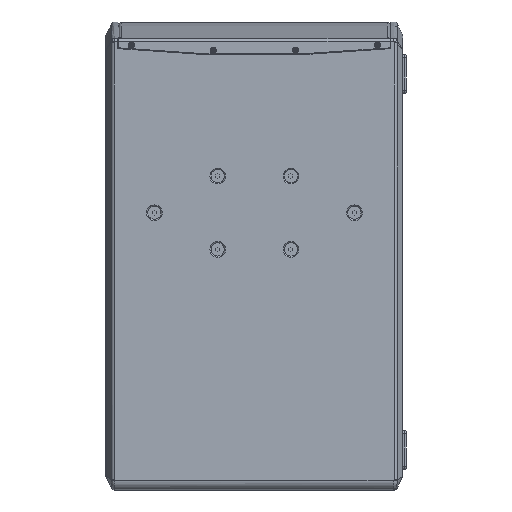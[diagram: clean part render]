
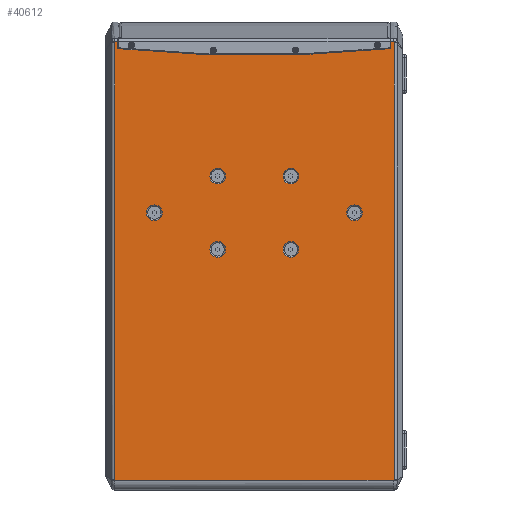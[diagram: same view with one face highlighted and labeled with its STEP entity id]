
A CAD part, left-side view. The second image highlights one B-rep face of the part: STEP entity #40612.
In plain terms, the highlighted planar face has unit normal (-1, 0, 0).
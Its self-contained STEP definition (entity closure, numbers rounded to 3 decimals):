
#803=FACE_BOUND('',#5671,.T.);
#804=FACE_BOUND('',#5672,.T.);
#805=FACE_BOUND('',#5673,.T.);
#806=FACE_BOUND('',#5674,.T.);
#807=FACE_BOUND('',#5675,.T.);
#808=FACE_BOUND('',#5676,.T.);
#1244=PLANE('',#43439);
#3253=FACE_OUTER_BOUND('',#5670,.T.);
#5670=EDGE_LOOP('',(#29377,#29378,#29379,#29380,#29381,#29382,#29383,#29384,
#29385,#29386,#29387,#29388));
#5671=EDGE_LOOP('',(#29389));
#5672=EDGE_LOOP('',(#29390));
#5673=EDGE_LOOP('',(#29391));
#5674=EDGE_LOOP('',(#29392));
#5675=EDGE_LOOP('',(#29393));
#5676=EDGE_LOOP('',(#29394));
#8043=B_SPLINE_CURVE_WITH_KNOTS('',3,(#68779,#68780,#68781,#68782),
 .UNSPECIFIED.,.F.,.F.,(4,4),(-0.3,-0.216),
 .UNSPECIFIED.);
#8053=B_SPLINE_CURVE_WITH_KNOTS('',3,(#71255,#71256,#71257,#71258,#71259,
#71260,#71261,#71262,#71263,#71264,#71265,#71266),.UNSPECIFIED.,.F.,.F.,
(4,2,2,2,2,4),(0.089,0.169,0.24,0.307,
0.307,0.307),.UNSPECIFIED.);
#8067=B_SPLINE_CURVE_WITH_KNOTS('',3,(#73620,#73621,#73622,#73623,#73624,
#73625,#73626,#73627,#73628,#73629,#73630,#73631),.UNSPECIFIED.,.F.,.F.,
(4,2,2,2,2,4),(0.271,0.271,0.271,0.337,
0.409,0.488),.UNSPECIFIED.);
#8073=B_SPLINE_CURVE_WITH_KNOTS('',3,(#73936,#73937,#73938,#73939),
 .UNSPECIFIED.,.F.,.F.,(4,4),(-0.084,0.),
 .UNSPECIFIED.);
#8665=LINE('',#59146,#12242);
#8671=LINE('',#59170,#12248);
#8886=LINE('',#61993,#12463);
#8904=LINE('',#71178,#12481);
#8905=LINE('',#71183,#12482);
#8911=LINE('',#73738,#12488);
#8925=LINE('',#74465,#12502);
#12242=VECTOR('',#46884,10.);
#12248=VECTOR('',#46904,10.);
#12463=VECTOR('',#48133,10.);
#12481=VECTOR('',#48193,10.);
#12482=VECTOR('',#48198,10.);
#12488=VECTOR('',#48236,10.);
#12502=VECTOR('',#48282,10.);
#16062=CIRCLE('',#43440,2000.);
#16063=CIRCLE('',#43441,11.75);
#16064=CIRCLE('',#43442,11.75);
#16065=CIRCLE('',#43443,11.75);
#16066=CIRCLE('',#43444,11.75);
#16067=CIRCLE('',#43445,11.75);
#16068=CIRCLE('',#43446,11.75);
#17358=VERTEX_POINT('',#59143);
#17359=VERTEX_POINT('',#59145);
#17369=VERTEX_POINT('',#59167);
#17370=VERTEX_POINT('',#59169);
#17777=VERTEX_POINT('',#61990);
#17818=VERTEX_POINT('',#68757);
#17819=VERTEX_POINT('',#68777);
#17826=VERTEX_POINT('',#71128);
#17827=VERTEX_POINT('',#71180);
#17842=VERTEX_POINT('',#73554);
#17843=VERTEX_POINT('',#73633);
#17865=VERTEX_POINT('',#73894);
#17933=VERTEX_POINT('',#78372);
#17934=VERTEX_POINT('',#78374);
#17935=VERTEX_POINT('',#78376);
#17936=VERTEX_POINT('',#78378);
#17937=VERTEX_POINT('',#78380);
#17938=VERTEX_POINT('',#78382);
#21470=EDGE_CURVE('',#17359,#17358,#8665,.T.);
#21482=EDGE_CURVE('',#17370,#17369,#8671,.T.);
#22102=EDGE_CURVE('',#17359,#17777,#8886,.T.);
#22158=EDGE_CURVE('',#17819,#17818,#8043,.T.);
#22172=EDGE_CURVE('',#17818,#17826,#8904,.T.);
#22174=EDGE_CURVE('',#17827,#17369,#8905,.T.);
#22176=EDGE_CURVE('',#17826,#17827,#8053,.T.);
#22203=EDGE_CURVE('',#17777,#17842,#8067,.T.);
#22205=EDGE_CURVE('',#17843,#17819,#8911,.T.);
#22230=EDGE_CURVE('',#17865,#17843,#8073,.T.);
#22243=EDGE_CURVE('',#17842,#17865,#8925,.T.);
#22328=EDGE_CURVE('',#17358,#17370,#16062,.T.);
#22329=EDGE_CURVE('',#17933,#17933,#16063,.T.);
#22330=EDGE_CURVE('',#17934,#17934,#16064,.T.);
#22331=EDGE_CURVE('',#17935,#17935,#16065,.T.);
#22332=EDGE_CURVE('',#17936,#17936,#16066,.T.);
#22333=EDGE_CURVE('',#17937,#17937,#16067,.T.);
#22334=EDGE_CURVE('',#17938,#17938,#16068,.T.);
#29377=ORIENTED_EDGE('',*,*,#21470,.T.);
#29378=ORIENTED_EDGE('',*,*,#22328,.T.);
#29379=ORIENTED_EDGE('',*,*,#21482,.T.);
#29380=ORIENTED_EDGE('',*,*,#22174,.F.);
#29381=ORIENTED_EDGE('',*,*,#22176,.F.);
#29382=ORIENTED_EDGE('',*,*,#22172,.F.);
#29383=ORIENTED_EDGE('',*,*,#22158,.F.);
#29384=ORIENTED_EDGE('',*,*,#22205,.F.);
#29385=ORIENTED_EDGE('',*,*,#22230,.F.);
#29386=ORIENTED_EDGE('',*,*,#22243,.F.);
#29387=ORIENTED_EDGE('',*,*,#22203,.F.);
#29388=ORIENTED_EDGE('',*,*,#22102,.F.);
#29389=ORIENTED_EDGE('',*,*,#22329,.T.);
#29390=ORIENTED_EDGE('',*,*,#22330,.T.);
#29391=ORIENTED_EDGE('',*,*,#22331,.T.);
#29392=ORIENTED_EDGE('',*,*,#22332,.T.);
#29393=ORIENTED_EDGE('',*,*,#22333,.T.);
#29394=ORIENTED_EDGE('',*,*,#22334,.T.);
#40612=ADVANCED_FACE('',(#3253,#803,#804,#805,#806,#807,#808),#1244,.T.);
#43439=AXIS2_PLACEMENT_3D('',#78370,#48418,#48419);
#43440=AXIS2_PLACEMENT_3D('',#78371,#48420,#48421);
#43441=AXIS2_PLACEMENT_3D('',#78373,#48422,#48423);
#43442=AXIS2_PLACEMENT_3D('',#78375,#48424,#48425);
#43443=AXIS2_PLACEMENT_3D('',#78377,#48426,#48427);
#43444=AXIS2_PLACEMENT_3D('',#78379,#48428,#48429);
#43445=AXIS2_PLACEMENT_3D('',#78381,#48430,#48431);
#43446=AXIS2_PLACEMENT_3D('',#78383,#48432,#48433);
#46884=DIRECTION('',(0.,0.,-1.));
#46904=DIRECTION('',(0.,0.,1.));
#48133=DIRECTION('',(0.,-1.,0.));
#48193=DIRECTION('',(0.,0.,1.));
#48198=DIRECTION('',(0.,-1.,0.));
#48236=DIRECTION('',(0.,1.,0.));
#48282=DIRECTION('',(0.,0.,-1.));
#48418=DIRECTION('center_axis',(-1.,0.,0.));
#48419=DIRECTION('ref_axis',(0.,-1.,0.));
#48420=DIRECTION('center_axis',(1.,0.,0.));
#48421=DIRECTION('ref_axis',(0.,-0.103,-0.995));
#48422=DIRECTION('center_axis',(1.,0.,0.));
#48423=DIRECTION('ref_axis',(0.,0.,-1.));
#48424=DIRECTION('center_axis',(1.,0.,0.));
#48425=DIRECTION('ref_axis',(0.,0.,-1.));
#48426=DIRECTION('center_axis',(1.,0.,0.));
#48427=DIRECTION('ref_axis',(0.,0.,-1.));
#48428=DIRECTION('center_axis',(1.,0.,0.));
#48429=DIRECTION('ref_axis',(0.,0.,-1.));
#48430=DIRECTION('center_axis',(1.,0.,0.));
#48431=DIRECTION('ref_axis',(0.,0.,-1.));
#48432=DIRECTION('center_axis',(1.,0.,0.));
#48433=DIRECTION('ref_axis',(0.,0.,-1.));
#59143=CARTESIAN_POINT('',(-344.,-205.,311.5));
#59145=CARTESIAN_POINT('',(-344.,-205.,322.174));
#59146=CARTESIAN_POINT('',(-344.,-205.,175.75));
#59167=CARTESIAN_POINT('',(-344.,205.,322.174));
#59169=CARTESIAN_POINT('',(-344.,205.,311.5));
#59170=CARTESIAN_POINT('',(-344.,205.,175.75));
#61990=CARTESIAN_POINT('',(-344.,-209.563,322.174));
#61993=CARTESIAN_POINT('',(-344.,223.,322.174));
#68757=CARTESIAN_POINT('',(-344.,209.91,-335.66));
#68777=CARTESIAN_POINT('',(-344.,209.854,-336.5));
#68779=CARTESIAN_POINT('Ctrl Pts',(-344.,209.854,-336.5));
#68780=CARTESIAN_POINT('Ctrl Pts',(-344.,209.874,-336.22));
#68781=CARTESIAN_POINT('Ctrl Pts',(-344.,209.892,-335.94));
#68782=CARTESIAN_POINT('Ctrl Pts',(-344.,209.91,-335.66));
#71128=CARTESIAN_POINT('',(-344.,209.91,320.027));
#71178=CARTESIAN_POINT('',(-344.,209.91,161.087));
#71180=CARTESIAN_POINT('',(-344.,209.563,322.174));
#71183=CARTESIAN_POINT('',(-344.,223.,322.174));
#71255=CARTESIAN_POINT('Ctrl Pts',(-344.,209.91,320.027));
#71256=CARTESIAN_POINT('Ctrl Pts',(-344.,209.879,320.289));
#71257=CARTESIAN_POINT('Ctrl Pts',(-344.,209.847,320.552));
#71258=CARTESIAN_POINT('Ctrl Pts',(-344.,209.777,321.051));
#71259=CARTESIAN_POINT('Ctrl Pts',(-344.,209.739,321.288));
#71260=CARTESIAN_POINT('Ctrl Pts',(-344.,209.658,321.74));
#71261=CARTESIAN_POINT('Ctrl Pts',(-344.,209.613,321.957));
#71262=CARTESIAN_POINT('Ctrl Pts',(-344.,209.563,322.172));
#71263=CARTESIAN_POINT('Ctrl Pts',(-344.,209.563,322.172));
#71264=CARTESIAN_POINT('Ctrl Pts',(-344.,209.563,322.173));
#71265=CARTESIAN_POINT('Ctrl Pts',(-344.,209.563,322.173));
#71266=CARTESIAN_POINT('Ctrl Pts',(-344.,209.563,322.174));
#73554=CARTESIAN_POINT('',(-344.,-209.91,320.027));
#73620=CARTESIAN_POINT('Ctrl Pts',(-344.,-209.563,322.174));
#73621=CARTESIAN_POINT('Ctrl Pts',(-344.,-209.563,322.173));
#73622=CARTESIAN_POINT('Ctrl Pts',(-344.,-209.563,322.173));
#73623=CARTESIAN_POINT('Ctrl Pts',(-344.,-209.563,322.172));
#73624=CARTESIAN_POINT('Ctrl Pts',(-344.,-209.563,
322.172));
#73625=CARTESIAN_POINT('Ctrl Pts',(-344.,-209.613,
321.957));
#73626=CARTESIAN_POINT('Ctrl Pts',(-344.,-209.658,
321.74));
#73627=CARTESIAN_POINT('Ctrl Pts',(-344.,-209.74,
321.288));
#73628=CARTESIAN_POINT('Ctrl Pts',(-344.,-209.777,
321.051));
#73629=CARTESIAN_POINT('Ctrl Pts',(-344.,-209.847,320.552));
#73630=CARTESIAN_POINT('Ctrl Pts',(-344.,-209.879,
320.29));
#73631=CARTESIAN_POINT('Ctrl Pts',(-344.,-209.91,
320.027));
#73633=CARTESIAN_POINT('',(-344.,-209.853,-336.5));
#73738=CARTESIAN_POINT('',(-344.,111.5,-336.5));
#73894=CARTESIAN_POINT('',(-344.,-209.91,-335.661));
#73936=CARTESIAN_POINT('Ctrl Pts',(-344.,-209.91,-335.661));
#73937=CARTESIAN_POINT('Ctrl Pts',(-344.,-209.892,-335.941));
#73938=CARTESIAN_POINT('Ctrl Pts',(-344.,-209.874,-336.22));
#73939=CARTESIAN_POINT('Ctrl Pts',(-344.,-209.853,-336.5));
#74465=CARTESIAN_POINT('',(-344.,-209.91,161.087));
#78370=CARTESIAN_POINT('Origin',(-344.,223.,0.));
#78371=CARTESIAN_POINT('Origin',(-344.,0.,2300.966));
#78372=CARTESIAN_POINT('',(-344.,-150.263,76.75));
#78373=CARTESIAN_POINT('Origin',(-344.,-150.263,65.));
#78374=CARTESIAN_POINT('',(-344.,-55.,131.75));
#78375=CARTESIAN_POINT('Origin',(-344.,-55.,120.));
#78376=CARTESIAN_POINT('',(-344.,55.,131.75));
#78377=CARTESIAN_POINT('Origin',(-344.,55.,120.));
#78378=CARTESIAN_POINT('',(-344.,55.,21.75));
#78379=CARTESIAN_POINT('Origin',(-344.,55.,10.));
#78380=CARTESIAN_POINT('',(-344.,-55.,21.75));
#78381=CARTESIAN_POINT('Origin',(-344.,-55.,10.));
#78382=CARTESIAN_POINT('',(-344.,150.263,76.75));
#78383=CARTESIAN_POINT('Origin',(-344.,150.263,65.));
